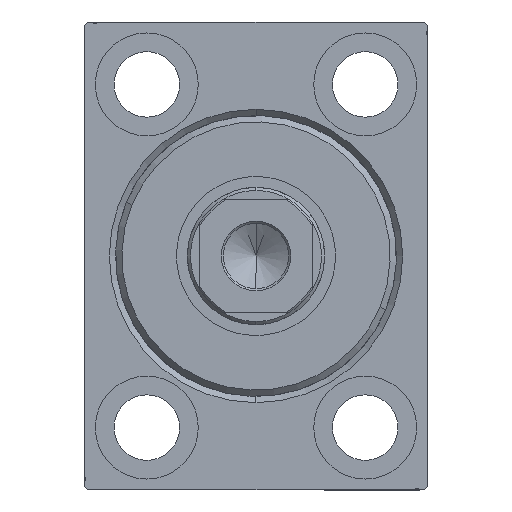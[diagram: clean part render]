
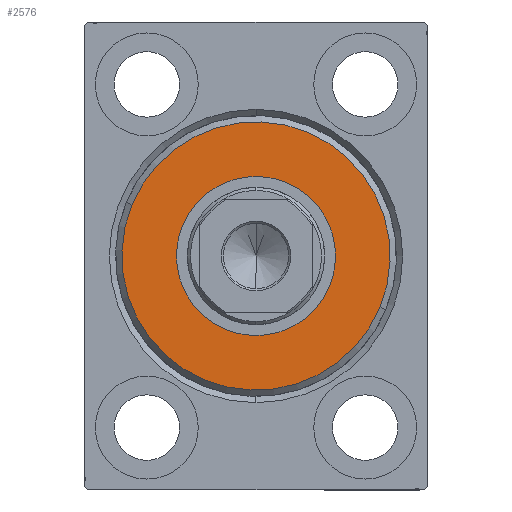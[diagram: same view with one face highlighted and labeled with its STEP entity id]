
A CAD part, left-side view. The second image highlights one B-rep face of the part: STEP entity #2576.
In plain terms, the highlighted face is planar.
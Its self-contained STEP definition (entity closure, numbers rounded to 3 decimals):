
#809 = EDGE_LOOP ( 'NONE', ( #19675, #30982 ) ) ;
#1446 = AXIS2_PLACEMENT_3D ( 'NONE', #41203, #4222, #27700 ) ;
#2576 = ADVANCED_FACE ( 'NONE', ( #3785, #21507 ), #28347, .T. ) ;
#2903 = DIRECTION ( 'NONE',  ( 1., 0., 0. ) ) ;
#3343 = CARTESIAN_POINT ( 'NONE',  ( 3., 0., 0. ) ) ;
#3370 = EDGE_CURVE ( 'NONE', #33700, #32003, #16341, .T. ) ;
#3785 = FACE_OUTER_BOUND ( 'NONE', #809, .T. ) ;
#4222 = DIRECTION ( 'NONE',  ( 1., 0., 0. ) ) ;
#5019 = EDGE_CURVE ( 'NONE', #11965, #21472, #41824, .T. ) ;
#6572 = DIRECTION ( 'NONE',  ( -1., 0., 0. ) ) ;
#7682 = ORIENTED_EDGE ( 'NONE', *, *, #24497, .T. ) ;
#11965 = VERTEX_POINT ( 'NONE', #41886 ) ;
#12270 = EDGE_CURVE ( 'NONE', #32003, #33700, #36938, .T. ) ;
#12920 = AXIS2_PLACEMENT_3D ( 'NONE', #31626, #21870, #35571 ) ;
#16172 = CARTESIAN_POINT ( 'NONE',  ( 3., 0., 12.75 ) ) ;
#16341 = CIRCLE ( 'NONE', #34030, 21.5 ) ;
#19675 = ORIENTED_EDGE ( 'NONE', *, *, #12270, .T. ) ;
#20099 = DIRECTION ( 'NONE',  ( 0., 0., -1. ) ) ;
#20428 = DIRECTION ( 'NONE',  ( 0., 0., -1. ) ) ;
#21472 = VERTEX_POINT ( 'NONE', #16172 ) ;
#21507 = FACE_BOUND ( 'NONE', #33594, .T. ) ;
#21870 = DIRECTION ( 'NONE',  ( 1., 0., 0. ) ) ;
#22646 = CARTESIAN_POINT ( 'NONE',  ( 3., 0., 0. ) ) ;
#24497 = EDGE_CURVE ( 'NONE', #21472, #11965, #26319, .T. ) ;
#26319 = CIRCLE ( 'NONE', #43294, 12.75 ) ;
#27700 = DIRECTION ( 'NONE',  ( 0., 0., -1. ) ) ;
#28347 = PLANE ( 'NONE',  #1446 ) ;
#29652 = ORIENTED_EDGE ( 'NONE', *, *, #5019, .T. ) ;
#30041 = CARTESIAN_POINT ( 'NONE',  ( 3., 0., 0. ) ) ;
#30982 = ORIENTED_EDGE ( 'NONE', *, *, #3370, .T. ) ;
#31626 = CARTESIAN_POINT ( 'NONE',  ( 3., 0., 0. ) ) ;
#32003 = VERTEX_POINT ( 'NONE', #36916 ) ;
#33594 = EDGE_LOOP ( 'NONE', ( #7682, #29652 ) ) ;
#33700 = VERTEX_POINT ( 'NONE', #42491 ) ;
#34030 = AXIS2_PLACEMENT_3D ( 'NONE', #3343, #2903, #20428 ) ;
#34057 = AXIS2_PLACEMENT_3D ( 'NONE', #30041, #6572, #20099 ) ;
#35571 = DIRECTION ( 'NONE',  ( 0., 0., -1. ) ) ;
#36140 = DIRECTION ( 'NONE',  ( 0., 0., -1. ) ) ;
#36916 = CARTESIAN_POINT ( 'NONE',  ( 3., 0., 21.5 ) ) ;
#36938 = CIRCLE ( 'NONE', #12920, 21.5 ) ;
#40119 = DIRECTION ( 'NONE',  ( -1., 0., 0. ) ) ;
#41203 = CARTESIAN_POINT ( 'NONE',  ( 3., 0., 0. ) ) ;
#41824 = CIRCLE ( 'NONE', #34057, 12.75 ) ;
#41886 = CARTESIAN_POINT ( 'NONE',  ( 3., 0., -12.75 ) ) ;
#42491 = CARTESIAN_POINT ( 'NONE',  ( 3., 0., -21.5 ) ) ;
#43294 = AXIS2_PLACEMENT_3D ( 'NONE', #22646, #40119, #36140 ) ;
